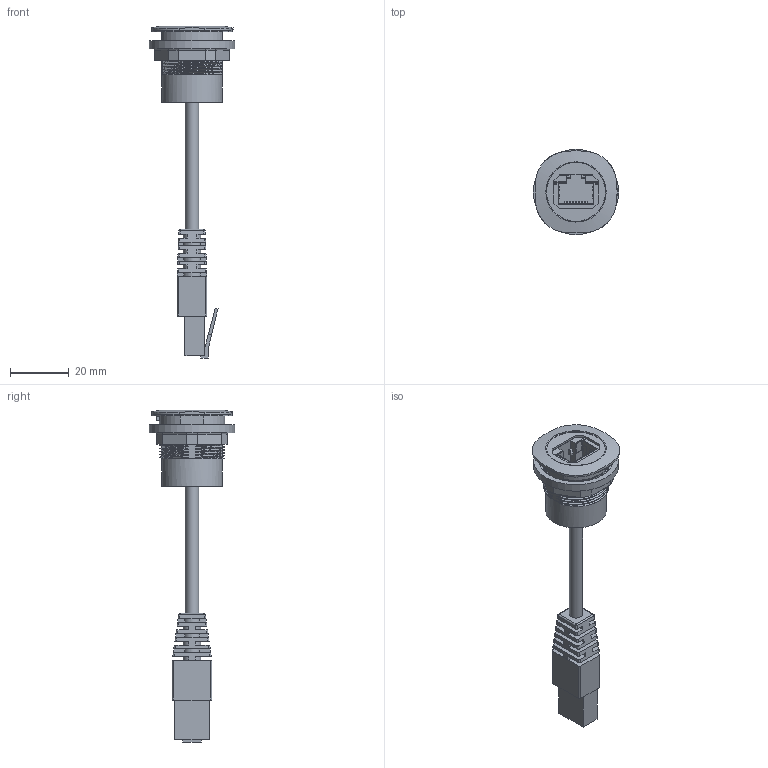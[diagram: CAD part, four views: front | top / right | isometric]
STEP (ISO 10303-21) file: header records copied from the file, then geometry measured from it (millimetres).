
FILE_DESCRIPTION(/* description */ (''),/* implementation_level */ '2;1');
FILE_NAME(/* name */ 'RQJ_RJ45_ipt.stp',/* time_stamp */ '2017-05-03T11:00:16+02:00',/* author */ ('ahoffmann'),/* organization */ (''),/* preprocessor_version */ 'ST-DEVELOPER v16.1',/* originating_system */ 'Autodesk Inventor 2016',/* authorisation */ '');
FILE_SCHEMA (('AUTOMOTIVE_DESIGN { 1 0 10303 214 3 1 1 }'));
Length unit declared in the file: centimetre
Products named in the file (1): RQJ_RJ45_vereinfacht
Bounding box: 29 x 29 x 113.1 mm (x, y, z)
Volume: 13675.5 mm3; surface area: 10712.4 mm2
Topology: 1 solids, 3 shells, 588 faces, 1765 edges, 1158 vertices
Faces by surface type: plane 368, cylinder 145, bspline 57, sphere 12, torus 3, cone 3
Full cylindrical faces by diameter (mm): 4.5 x1, 20.05 x1, 20.7 x1, 20.917 x1, 22.6 x1, 25.35 x1, 27.4 x1, 29 x1
Entity records: 24504 total; most frequent: CARTESIAN_POINT 8997, ORIENTED_EDGE 3484, DIRECTION 2853, EDGE_CURVE 1742, LINE 1245, VECTOR 1245, VERTEX_POINT 1153, AXIS2_PLACEMENT_3D 804
